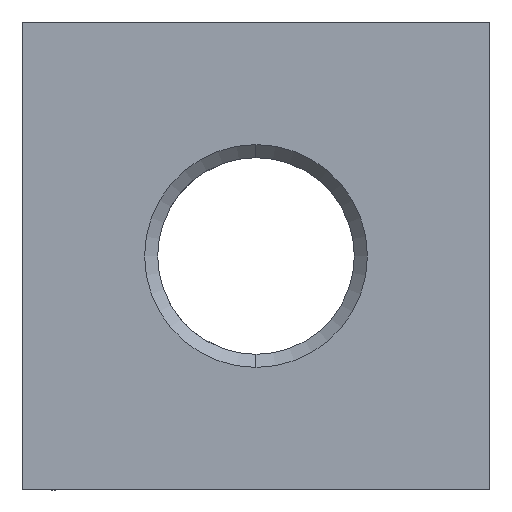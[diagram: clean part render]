
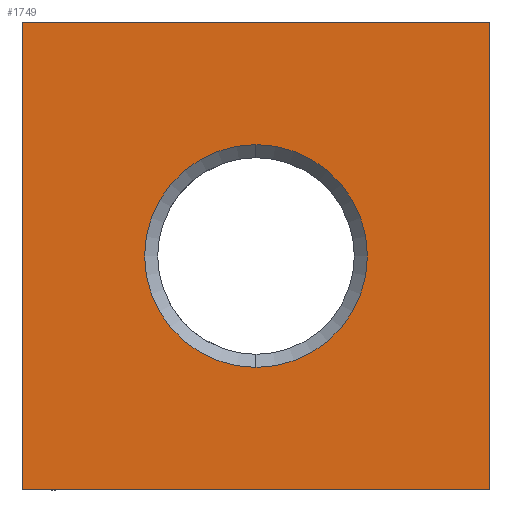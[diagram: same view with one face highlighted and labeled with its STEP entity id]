
A CAD part, left-side view. The second image highlights one B-rep face of the part: STEP entity #1749.
In plain terms, the highlighted planar face has unit normal (-1, 0, 0).
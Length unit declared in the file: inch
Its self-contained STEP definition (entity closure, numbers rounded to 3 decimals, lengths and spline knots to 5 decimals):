
#23 = VECTOR ( 'NONE', #327, 39.37008 ) ;
#35 = DIRECTION ( 'NONE',  ( 1., 0., 0. ) ) ;
#88 = FACE_OUTER_BOUND ( 'NONE', #842, .T. ) ;
#106 = ORIENTED_EDGE ( 'NONE', *, *, #1845, .F. ) ;
#238 = DIRECTION ( 'NONE',  ( 0., 0., 1. ) ) ;
#240 = DIRECTION ( 'NONE',  ( 0., 0., 1. ) ) ;
#300 = EDGE_CURVE ( 'NONE', #976, #1897, #950, .T. ) ;
#327 = DIRECTION ( 'NONE',  ( 0., 0., -1. ) ) ;
#390 = EDGE_CURVE ( 'NONE', #836, #1918, #606, .T. ) ;
#418 = CARTESIAN_POINT ( 'NONE',  ( -5.625, 0., 0. ) ) ;
#454 = VECTOR ( 'NONE', #1992, 39.37008 ) ;
#479 = CARTESIAN_POINT ( 'NONE',  ( -5.625, -0.625, 0.625 ) ) ;
#506 = CARTESIAN_POINT ( 'NONE',  ( -5.625, -0.625, -0.625 ) ) ;
#508 = CARTESIAN_POINT ( 'NONE',  ( -5.625, 0.625, 0.625 ) ) ;
#543 = CIRCLE ( 'NONE', #1342, 0.2975 ) ;
#544 = CARTESIAN_POINT ( 'NONE',  ( -5.625, 0., 0. ) ) ;
#552 = DIRECTION ( 'NONE',  ( 0., 1., 0. ) ) ;
#584 = CARTESIAN_POINT ( 'NONE',  ( -5.625, 0., 0.2975 ) ) ;
#606 = LINE ( 'NONE', #508, #2033 ) ;
#793 = CARTESIAN_POINT ( 'NONE',  ( -5.625, 0.625, 0.625 ) ) ;
#836 = VERTEX_POINT ( 'NONE', #793 ) ;
#842 = EDGE_LOOP ( 'NONE', ( #106, #1028, #1195, #1660 ) ) ;
#950 = LINE ( 'NONE', #1056, #1004 ) ;
#976 = VERTEX_POINT ( 'NONE', #506 ) ;
#981 = EDGE_CURVE ( 'NONE', #1897, #836, #2127, .T. ) ;
#1004 = VECTOR ( 'NONE', #552, 39.37008 ) ;
#1005 = FACE_BOUND ( 'NONE', #2152, .T. ) ;
#1014 = CARTESIAN_POINT ( 'NONE',  ( -5.625, 0.625, -0.625 ) ) ;
#1028 = ORIENTED_EDGE ( 'NONE', *, *, #390, .F. ) ;
#1042 = VERTEX_POINT ( 'NONE', #2154 ) ;
#1056 = CARTESIAN_POINT ( 'NONE',  ( -5.625, -0.625, -0.625 ) ) ;
#1067 = LINE ( 'NONE', #479, #23 ) ;
#1101 = DIRECTION ( 'NONE',  ( -1., 0., 0. ) ) ;
#1182 = DIRECTION ( 'NONE',  ( 0., -1., 0. ) ) ;
#1191 = AXIS2_PLACEMENT_3D ( 'NONE', #418, #1566, #238 ) ;
#1195 = ORIENTED_EDGE ( 'NONE', *, *, #981, .F. ) ;
#1342 = AXIS2_PLACEMENT_3D ( 'NONE', #544, #35, #1708 ) ;
#1349 = VERTEX_POINT ( 'NONE', #584 ) ;
#1389 = CARTESIAN_POINT ( 'NONE',  ( -5.625, -0.625, 0.625 ) ) ;
#1444 = CARTESIAN_POINT ( 'NONE',  ( -5.625, -0.625, 0.625 ) ) ;
#1566 = DIRECTION ( 'NONE',  ( 1., 0., 0. ) ) ;
#1660 = ORIENTED_EDGE ( 'NONE', *, *, #300, .F. ) ;
#1699 = CARTESIAN_POINT ( 'NONE',  ( -5.625, 0.625, -0.625 ) ) ;
#1708 = DIRECTION ( 'NONE',  ( 0., 0., 1. ) ) ;
#1740 = CIRCLE ( 'NONE', #1191, 0.2975 ) ;
#1749 = ADVANCED_FACE ( 'NONE', ( #1005, #88 ), #2096, .T. ) ;
#1845 = EDGE_CURVE ( 'NONE', #1918, #976, #1067, .T. ) ;
#1890 = ORIENTED_EDGE ( 'NONE', *, *, #1899, .T. ) ;
#1897 = VERTEX_POINT ( 'NONE', #1699 ) ;
#1899 = EDGE_CURVE ( 'NONE', #1349, #1042, #543, .T. ) ;
#1918 = VERTEX_POINT ( 'NONE', #1389 ) ;
#1966 = AXIS2_PLACEMENT_3D ( 'NONE', #1444, #1101, #240 ) ;
#1992 = DIRECTION ( 'NONE',  ( 0., 0., 1. ) ) ;
#2007 = ORIENTED_EDGE ( 'NONE', *, *, #2029, .T. ) ;
#2029 = EDGE_CURVE ( 'NONE', #1042, #1349, #1740, .T. ) ;
#2033 = VECTOR ( 'NONE', #1182, 39.37008 ) ;
#2096 = PLANE ( 'NONE',  #1966 ) ;
#2127 = LINE ( 'NONE', #1014, #454 ) ;
#2152 = EDGE_LOOP ( 'NONE', ( #1890, #2007 ) ) ;
#2154 = CARTESIAN_POINT ( 'NONE',  ( -5.625, 0., -0.2975 ) ) ;
